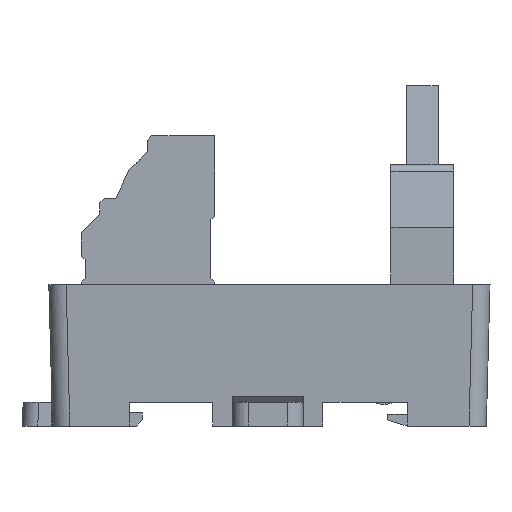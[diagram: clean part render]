
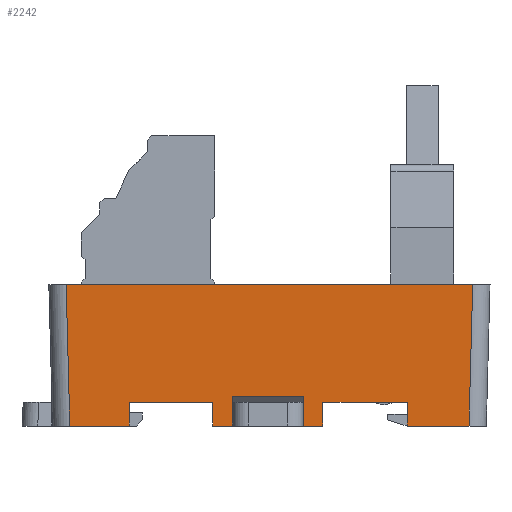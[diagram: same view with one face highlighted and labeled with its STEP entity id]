
A CAD part, left-side view. The second image highlights one B-rep face of the part: STEP entity #2242.
In plain terms, the highlighted planar face has unit normal (-1, 0, -0.026).
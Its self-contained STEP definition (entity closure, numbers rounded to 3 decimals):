
#1535=FACE_OUTER_BOUND('',#4003,.T.);
#2242=ADVANCED_FACE('',(#1535),#2994,.T.);
#2994=PLANE('',#15284);
#4003=EDGE_LOOP('',(#5250,#5251,#5252,#5253,#5254,#5255,#5256,#5257,#5258,
#5259,#5260,#5261,#5262,#5263,#5264,#5265));
#5250=ORIENTED_EDGE('',*,*,#10215,.T.);
#5251=ORIENTED_EDGE('',*,*,#10232,.T.);
#5252=ORIENTED_EDGE('',*,*,#10233,.F.);
#5253=ORIENTED_EDGE('',*,*,#10234,.T.);
#5254=ORIENTED_EDGE('',*,*,#10235,.T.);
#5255=ORIENTED_EDGE('',*,*,#10236,.F.);
#5256=ORIENTED_EDGE('',*,*,#10237,.F.);
#5257=ORIENTED_EDGE('',*,*,#10238,.F.);
#5258=ORIENTED_EDGE('',*,*,#10239,.T.);
#5259=ORIENTED_EDGE('',*,*,#10191,.F.);
#5260=ORIENTED_EDGE('',*,*,#10240,.T.);
#5261=ORIENTED_EDGE('',*,*,#10186,.F.);
#5262=ORIENTED_EDGE('',*,*,#10241,.T.);
#5263=ORIENTED_EDGE('',*,*,#10242,.T.);
#5264=ORIENTED_EDGE('',*,*,#10243,.F.);
#5265=ORIENTED_EDGE('',*,*,#10180,.T.);
#8853=VERTEX_POINT('',#20346);
#8868=VERTEX_POINT('',#20375);
#8874=VERTEX_POINT('',#20388);
#8875=VERTEX_POINT('',#20390);
#8879=VERTEX_POINT('',#20399);
#8880=VERTEX_POINT('',#20401);
#8901=VERTEX_POINT('',#20449);
#8915=VERTEX_POINT('',#20483);
#8916=VERTEX_POINT('',#20485);
#8917=VERTEX_POINT('',#20487);
#8918=VERTEX_POINT('',#20489);
#8919=VERTEX_POINT('',#20491);
#8920=VERTEX_POINT('',#20493);
#8921=VERTEX_POINT('',#20495);
#8922=VERTEX_POINT('',#20499);
#8923=VERTEX_POINT('',#20501);
#10180=EDGE_CURVE('',#8853,#8868,#12035,.T.);
#10186=EDGE_CURVE('',#8874,#8875,#12041,.T.);
#10191=EDGE_CURVE('',#8879,#8880,#12046,.T.);
#10215=EDGE_CURVE('',#8868,#8901,#12068,.T.);
#10232=EDGE_CURVE('',#8901,#8915,#12084,.T.);
#10233=EDGE_CURVE('',#8916,#8915,#12085,.T.);
#10234=EDGE_CURVE('',#8916,#8917,#12086,.T.);
#10235=EDGE_CURVE('',#8917,#8918,#12087,.T.);
#10236=EDGE_CURVE('',#8919,#8918,#12088,.T.);
#10237=EDGE_CURVE('',#8920,#8919,#12089,.T.);
#10238=EDGE_CURVE('',#8921,#8920,#12090,.T.);
#10239=EDGE_CURVE('',#8921,#8880,#12091,.T.);
#10240=EDGE_CURVE('',#8879,#8875,#12092,.T.);
#10241=EDGE_CURVE('',#8874,#8922,#12093,.T.);
#10242=EDGE_CURVE('',#8922,#8923,#12094,.T.);
#10243=EDGE_CURVE('',#8853,#8923,#12095,.T.);
#12035=LINE('',#20376,#13731);
#12041=LINE('',#20389,#13737);
#12046=LINE('',#20400,#13742);
#12068=LINE('',#20450,#13764);
#12084=LINE('',#20482,#13780);
#12085=LINE('',#20484,#13781);
#12086=LINE('',#20486,#13782);
#12087=LINE('',#20488,#13783);
#12088=LINE('',#20490,#13784);
#12089=LINE('',#20492,#13785);
#12090=LINE('',#20494,#13786);
#12091=LINE('',#20496,#13787);
#12092=LINE('',#20497,#13788);
#12093=LINE('',#20498,#13789);
#12094=LINE('',#20500,#13790);
#12095=LINE('',#20502,#13791);
#13731=VECTOR('',#16485,1.);
#13737=VECTOR('',#16493,1.);
#13742=VECTOR('',#16500,1.);
#13764=VECTOR('',#16534,1.);
#13780=VECTOR('',#16556,1.);
#13781=VECTOR('',#16557,1.);
#13782=VECTOR('',#16558,1.);
#13783=VECTOR('',#16559,1.);
#13784=VECTOR('',#16560,1.);
#13785=VECTOR('',#16561,1.);
#13786=VECTOR('',#16562,1.);
#13787=VECTOR('',#16563,1.);
#13788=VECTOR('',#16564,1.);
#13789=VECTOR('',#16565,1.);
#13790=VECTOR('',#16566,1.);
#13791=VECTOR('',#16567,1.);
#15284=AXIS2_PLACEMENT_3D('',#20503,#16568,#16569);
#16485=DIRECTION('',(0.026,0.,-1.));
#16493=DIRECTION('',(-0.026,0.,1.));
#16500=DIRECTION('',(0.026,0.,-1.));
#16534=DIRECTION('',(0.,-1.,0.));
#16556=DIRECTION('',(-0.026,-0.026,0.999));
#16557=DIRECTION('',(0.,-1.,0.));
#16558=DIRECTION('',(0.026,-0.026,-0.999));
#16559=DIRECTION('',(0.,-1.,0.));
#16560=DIRECTION('',(0.026,0.,-1.));
#16561=DIRECTION('',(0.,1.,0.));
#16562=DIRECTION('',(-0.026,0.,1.));
#16563=DIRECTION('',(0.,-1.,0.));
#16564=DIRECTION('',(0.,-1.,0.));
#16565=DIRECTION('',(0.,-1.,0.));
#16566=DIRECTION('',(-0.026,0.,1.));
#16567=DIRECTION('',(0.,1.,0.));
#16568=DIRECTION('',(-1.,0.,-0.026));
#16569=DIRECTION('',(-0.026,0.,1.));
#20346=CARTESIAN_POINT('',(367.447,191.695,177.));
#20375=CARTESIAN_POINT('',(367.526,191.695,174.));
#20376=CARTESIAN_POINT('',(367.054,191.695,191.997));
#20388=CARTESIAN_POINT('',(367.526,204.895,174.));
#20389=CARTESIAN_POINT('',(367.054,204.895,191.997));
#20390=CARTESIAN_POINT('',(367.428,204.895,177.726));
#20399=CARTESIAN_POINT('',(367.428,213.995,177.726));
#20400=CARTESIAN_POINT('',(367.054,213.995,191.997));
#20401=CARTESIAN_POINT('',(367.526,213.995,174.));
#20449=CARTESIAN_POINT('',(367.526,183.866,174.));
#20450=CARTESIAN_POINT('',(367.526,208.945,174.));
#20482=CARTESIAN_POINT('',(367.072,183.412,191.34));
#20483=CARTESIAN_POINT('',(367.054,183.395,192.));
#20484=CARTESIAN_POINT('',(367.054,208.945,192.));
#20485=CARTESIAN_POINT('',(367.054,235.096,192.));
#20486=CARTESIAN_POINT('',(367.072,235.079,191.34));
#20487=CARTESIAN_POINT('',(367.526,234.625,174.));
#20488=CARTESIAN_POINT('',(367.526,209.445,174.));
#20489=CARTESIAN_POINT('',(367.526,227.095,174.));
#20490=CARTESIAN_POINT('',(367.46,227.095,176.51));
#20491=CARTESIAN_POINT('',(367.447,227.095,177.));
#20492=CARTESIAN_POINT('',(367.447,209.445,177.));
#20493=CARTESIAN_POINT('',(367.447,216.445,177.));
#20494=CARTESIAN_POINT('',(367.538,216.445,173.539));
#20495=CARTESIAN_POINT('',(367.526,216.445,174.));
#20496=CARTESIAN_POINT('',(367.526,209.445,174.));
#20497=CARTESIAN_POINT('',(367.428,0.,177.726));
#20498=CARTESIAN_POINT('',(367.526,209.445,174.));
#20499=CARTESIAN_POINT('',(367.526,202.445,174.));
#20500=CARTESIAN_POINT('',(367.054,202.445,191.997));
#20501=CARTESIAN_POINT('',(367.447,202.445,177.));
#20502=CARTESIAN_POINT('',(367.447,209.445,177.));
#20503=CARTESIAN_POINT('',(367.054,208.945,191.997));
